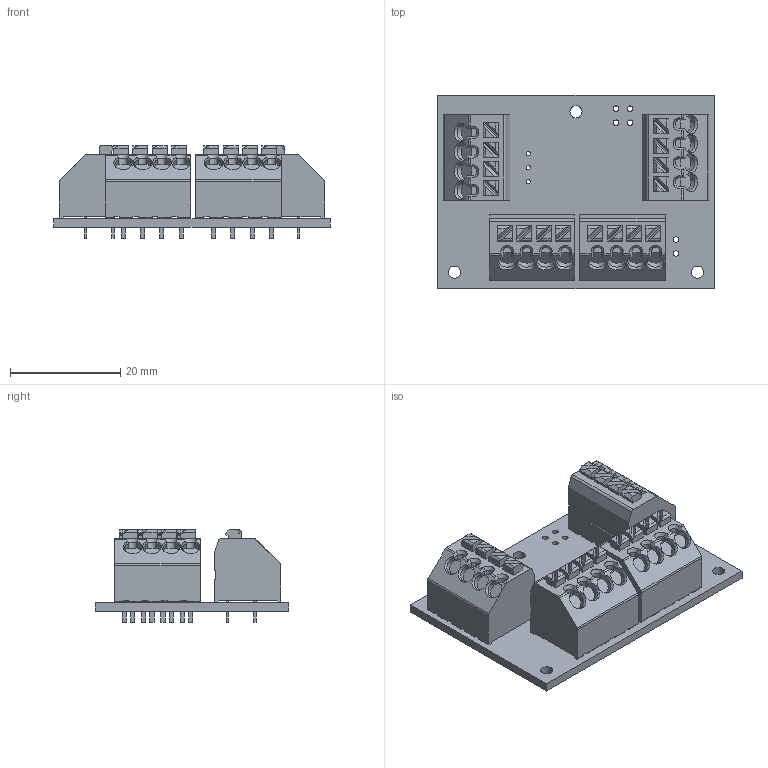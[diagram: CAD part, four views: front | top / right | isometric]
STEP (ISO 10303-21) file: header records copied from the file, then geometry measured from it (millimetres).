
FILE_DESCRIPTION(('KiCad electronic assembly'),'2;1');
FILE_NAME('CAN Distribution With Debug.step','2022-12-26T00:29:30',( 'Pcbnew'),('Kicad'),'Open CASCADE STEP processor 7.6', 'KiCad to STEP converter','Unknown');
FILE_SCHEMA(('AUTOMOTIVE_DESIGN { 1 0 10303 214 1 1 1 1 }'));
Length unit declared in the file: millimetre
Products named in the file (4): CAN Distribution With Debug 1; 250-204; SOLID; CAN Distribution With Debug PCB
Assembly tree (6 placements, depth 3):
  CAN Distribution With Debug 1
    250-204  x4
      SOLID
    CAN Distribution With Debug PCB
Bounding box: 50 x 35 x 16.7 mm (x, y, z)
Volume: 10278 mm3; surface area: 8244.9 mm2
Topology: 5 solids, 5 shells, 758 faces, 2100 edges, 1384 vertices
Faces by surface type: bspline 724, cylinder 28, plane 6
Full cylindrical faces by diameter (mm): 0.762 x3, 1 x22, 2.2 x3
Entity records: 13924 total; most frequent: CARTESIAN_POINT 5479, B_SPLINE_CURVE_WITH_KNOTS 1355, ORIENTED_EDGE 1194, PCURVE 1194, DEFINITIONAL_REPRESENTATION 1194, EDGE_CURVE 597, SURFACE_CURVE 569, VERTEX_POINT 394
